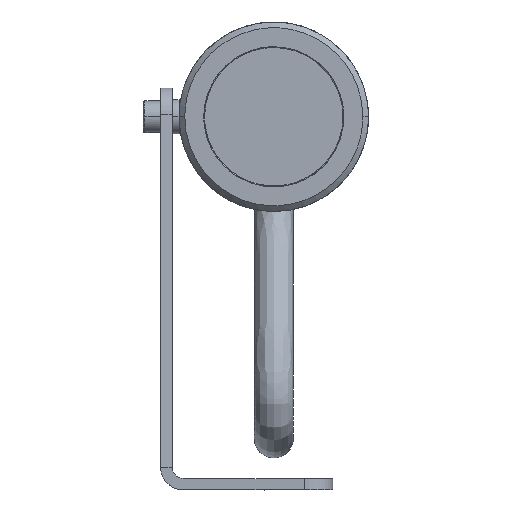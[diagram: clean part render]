
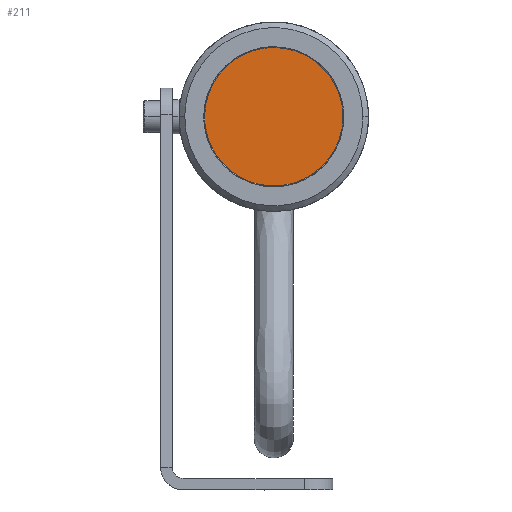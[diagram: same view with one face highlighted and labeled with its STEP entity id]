
A CAD part, front view. The second image highlights one B-rep face of the part: STEP entity #211.
In plain terms, the highlighted planar face has unit normal (0, -1, 0).
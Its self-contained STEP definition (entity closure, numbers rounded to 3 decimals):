
#211=ADVANCED_FACE('',(#385),#2916,.T.);
#385=FACE_OUTER_BOUND('',#548,.T.);
#548=EDGE_LOOP('',(#938,#939,#940));
#938=ORIENTED_EDGE('',*,*,#1515,.F.);
#939=ORIENTED_EDGE('',*,*,#1516,.F.);
#940=ORIENTED_EDGE('',*,*,#1517,.F.);
#1515=EDGE_CURVE('',#2491,#2493,#2189,.T.);
#1516=EDGE_CURVE('',#2492,#2491,#2190,.T.);
#1517=EDGE_CURVE('',#2493,#2492,#2191,.T.);
#2189=(
BOUNDED_CURVE()
B_SPLINE_CURVE(2,(#4208,#4209,#4210,#4211,#4212),.UNSPECIFIED.,.F.,.F.)
B_SPLINE_CURVE_WITH_KNOTS((3,2,3),(0.,18.928,37.856),
 .UNSPECIFIED.)
CURVE()
GEOMETRIC_REPRESENTATION_ITEM()
RATIONAL_B_SPLINE_CURVE((1.,0.707,1.,0.707,1.))
REPRESENTATION_ITEM('')
);
#2190=(
BOUNDED_CURVE()
B_SPLINE_CURVE(2,(#4213,#4214,#4215),.UNSPECIFIED.,.F.,.F.)
B_SPLINE_CURVE_WITH_KNOTS((3,3),(56.784,75.712),
 .UNSPECIFIED.)
CURVE()
GEOMETRIC_REPRESENTATION_ITEM()
RATIONAL_B_SPLINE_CURVE((1.,0.707,1.))
REPRESENTATION_ITEM('')
);
#2191=(
BOUNDED_CURVE()
B_SPLINE_CURVE(2,(#4216,#4217,#4218),.UNSPECIFIED.,.F.,.F.)
B_SPLINE_CURVE_WITH_KNOTS((3,3),(37.856,56.784),
 .UNSPECIFIED.)
CURVE()
GEOMETRIC_REPRESENTATION_ITEM()
RATIONAL_B_SPLINE_CURVE((1.,0.707,1.))
REPRESENTATION_ITEM('')
);
#2491=VERTEX_POINT('',#4205);
#2492=VERTEX_POINT('',#4206);
#2493=VERTEX_POINT('',#4207);
#2916=PLANE('',#3071);
#3071=AXIS2_PLACEMENT_3D('',#4204,#3142,$);
#3142=DIRECTION('',(0.,-1.,0.));
#4204=CARTESIAN_POINT('',(15.07,-34.8,50.037));
#4205=CARTESIAN_POINT('',(12.05,-34.8,65.106));
#4206=CARTESIAN_POINT('',(0.,-34.8,77.156));
#4207=CARTESIAN_POINT('',(-12.05,-34.8,65.106));
#4208=CARTESIAN_POINT('',(12.05,-34.8,65.106));
#4209=CARTESIAN_POINT('',(12.05,-34.8,53.056));
#4210=CARTESIAN_POINT('',(0.,-34.8,53.056));
#4211=CARTESIAN_POINT('',(-12.05,-34.8,53.056));
#4212=CARTESIAN_POINT('',(-12.05,-34.8,65.106));
#4213=CARTESIAN_POINT('',(0.,-34.8,77.156));
#4214=CARTESIAN_POINT('',(12.05,-34.8,77.156));
#4215=CARTESIAN_POINT('',(12.05,-34.8,65.106));
#4216=CARTESIAN_POINT('',(-12.05,-34.8,65.106));
#4217=CARTESIAN_POINT('',(-12.05,-34.8,77.156));
#4218=CARTESIAN_POINT('',(0.,-34.8,77.156));
